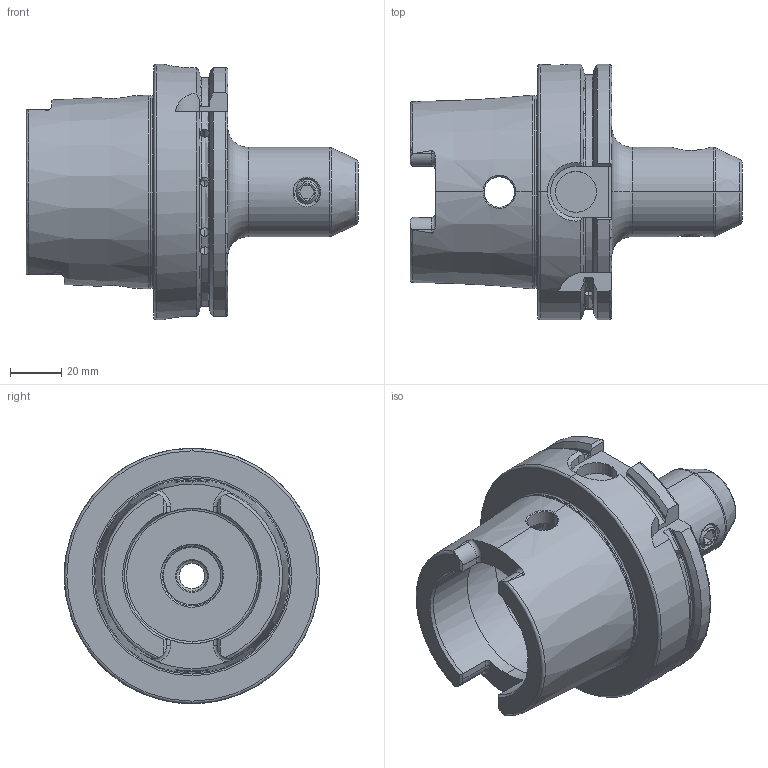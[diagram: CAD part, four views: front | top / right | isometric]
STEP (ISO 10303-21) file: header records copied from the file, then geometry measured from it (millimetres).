
FILE_DESCRIPTION (( 'STEP AP203' ), '1' );
FILE_NAME ('A100.04.10.STEP', '2016-09-05T08:16:06', ( '' ), ( '' ), 'SwSTEP 2.0', 'SolidWorks 2012', '' );
FILE_SCHEMA (( 'CONFIG_CONTROL_DESIGN' ));
Length unit declared in the file: millimetre
Products named in the file (3): A100.04.10; 側固10_M10x1.5_12L
Assembly tree (2 placements, depth 2):
  A100.04.10
    A100.04.10
    側固10_M10x1.5_12L
Bounding box: 130 x 100 x 100 mm (x, y, z)
Volume: 294949 mm3; surface area: 58968.6 mm2
Topology: 2 solids, 2 shells, 275 faces, 746 edges, 471 vertices
Faces by surface type: cylinder 107, plane 55, cone 46, torus 37, bspline 28, sphere 2
Entity records: 28928 total; most frequent: CARTESIAN_POINT 22428, ORIENTED_EDGE 1468, DIRECTION 1111, EDGE_CURVE 734, VERTEX_POINT 471, AXIS2_PLACEMENT_3D 447, EDGE_LOOP 291, ADVANCED_FACE 275
